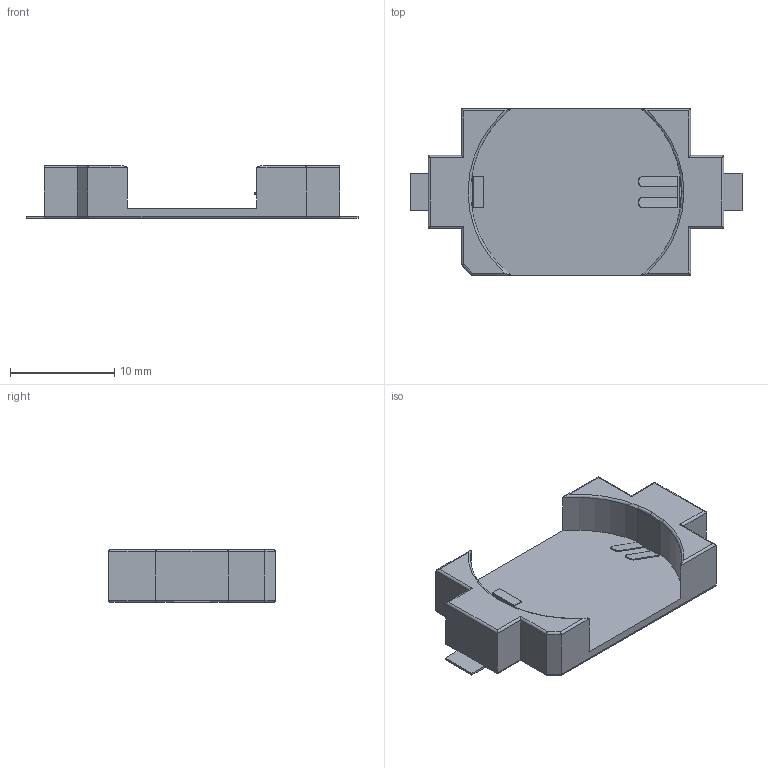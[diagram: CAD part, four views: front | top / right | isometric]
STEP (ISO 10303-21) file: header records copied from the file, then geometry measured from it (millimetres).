
FILE_DESCRIPTION(/* description */ ('model of BatteryHolder_Keystone_1060_1x2032'),/* implementation_level */ '2;1');
FILE_NAME(/* name */ 'BatteryHolder_Keystone_1060_1x2032.step',/* time_stamp */ '2019-02-14T16:03:19',/* author */ ('kicad StepUp','ksu'),/* organization */ ('FreeCAD'),/* preprocessor_version */ 'OCC',/* originating_system */ 'kicad StepUp',/* authorisation */ '');
FILE_SCHEMA(('AUTOMOTIVE_DESIGN { 1 0 10303 214 1 1 1 1 }'));
Length unit declared in the file: millimetre
Products named in the file (1): Keystone_1060_1x2032
Bounding box: 31.86 x 16 x 5.08 mm (x, y, z)
Volume: 848.5 mm3; surface area: 1370.4 mm2
Topology: 1 solids, 1 shells, 94 faces, 239 edges, 151 vertices
Faces by surface type: plane 57, cylinder 34, torus 3
Entity records: 2062 total; most frequent: CARTESIAN_POINT 406, ORIENTED_EDGE 360, EDGE_CURVE 239, LINE 173, VERTEX_POINT 151, AXIS2_PLACEMENT_3D 129, FACE_BOUND 98, EDGE_LOOP 97
